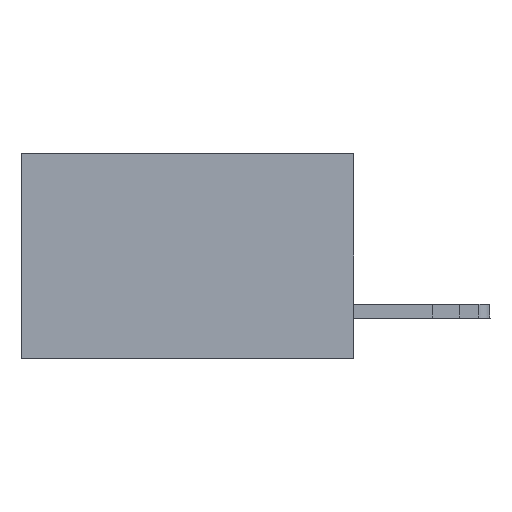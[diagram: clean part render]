
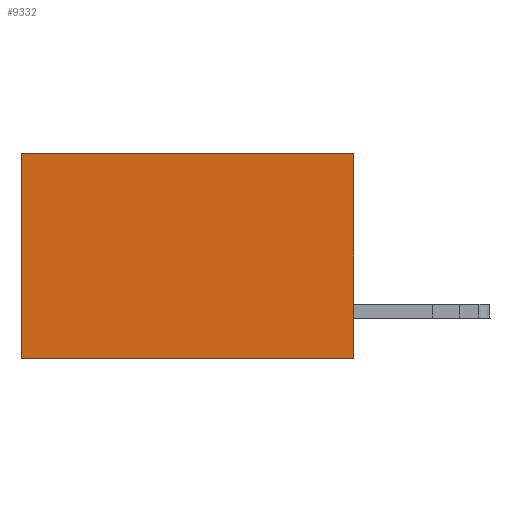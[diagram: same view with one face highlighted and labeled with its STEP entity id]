
A CAD part, left-side view. The second image highlights one B-rep face of the part: STEP entity #9332.
In plain terms, the highlighted planar face has unit normal (-1, 0, 0).
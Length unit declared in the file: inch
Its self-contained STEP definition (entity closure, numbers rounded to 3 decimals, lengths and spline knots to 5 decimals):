
#1274 = VERTEX_POINT ( 'NONE', #17782 ) ;
#2230 = DIRECTION ( 'NONE',  ( 0., 0., -1. ) ) ;
#2331 = CARTESIAN_POINT ( 'NONE',  ( 0.2875, 0.6, -0.37 ) ) ;
#3019 = EDGE_LOOP ( 'NONE', ( #7966, #9634, #19501, #16806 ) ) ;
#3364 = FACE_OUTER_BOUND ( 'NONE', #3019, .T. ) ;
#3396 = CARTESIAN_POINT ( 'NONE',  ( 0.2875, 0.6, 0. ) ) ;
#3496 = CARTESIAN_POINT ( 'NONE',  ( 0.2875, 0., -0.37 ) ) ;
#3680 = CARTESIAN_POINT ( 'NONE',  ( 0.2875, 0., 0. ) ) ;
#4127 = LINE ( 'NONE', #3496, #14374 ) ;
#4432 = EDGE_CURVE ( 'NONE', #1274, #15596, #11331, .T. ) ;
#4594 = LINE ( 'NONE', #3680, #17027 ) ;
#4715 = DIRECTION ( 'NONE',  ( 1., 0., 0. ) ) ;
#5509 = CARTESIAN_POINT ( 'NONE',  ( 0.2875, 0., 0. ) ) ;
#6610 = DIRECTION ( 'NONE',  ( 0., 0., -1. ) ) ;
#7966 = ORIENTED_EDGE ( 'NONE', *, *, #4432, .T. ) ;
#9157 = EDGE_CURVE ( 'NONE', #14052, #15596, #4127, .T. ) ;
#9332 = ADVANCED_FACE ( 'NONE', ( #3364 ), #19818, .F. ) ;
#9634 = ORIENTED_EDGE ( 'NONE', *, *, #9157, .F. ) ;
#9664 = VECTOR ( 'NONE', #6610, 39.37008 ) ;
#10202 = VECTOR ( 'NONE', #11994, 39.37008 ) ;
#11018 = VERTEX_POINT ( 'NONE', #5509 ) ;
#11174 = CARTESIAN_POINT ( 'NONE',  ( 0.2875, 0., 0. ) ) ;
#11331 = LINE ( 'NONE', #3396, #9664 ) ;
#11785 = CARTESIAN_POINT ( 'NONE',  ( 0.2875, 0., 0. ) ) ;
#11813 = DIRECTION ( 'NONE',  ( 0., 1., 0. ) ) ;
#11994 = DIRECTION ( 'NONE',  ( 0., 1., 0. ) ) ;
#13455 = DIRECTION ( 'NONE',  ( 0., 0., -1. ) ) ;
#14052 = VERTEX_POINT ( 'NONE', #15518 ) ;
#14374 = VECTOR ( 'NONE', #11813, 39.37008 ) ;
#14609 = LINE ( 'NONE', #11785, #10202 ) ;
#15518 = CARTESIAN_POINT ( 'NONE',  ( 0.2875, 0., -0.37 ) ) ;
#15562 = AXIS2_PLACEMENT_3D ( 'NONE', #11174, #4715, #13455 ) ;
#15596 = VERTEX_POINT ( 'NONE', #2331 ) ;
#16806 = ORIENTED_EDGE ( 'NONE', *, *, #19432, .T. ) ;
#17027 = VECTOR ( 'NONE', #2230, 39.37008 ) ;
#17782 = CARTESIAN_POINT ( 'NONE',  ( 0.2875, 0.6, 0. ) ) ;
#19432 = EDGE_CURVE ( 'NONE', #11018, #1274, #14609, .T. ) ;
#19501 = ORIENTED_EDGE ( 'NONE', *, *, #19855, .F. ) ;
#19818 = PLANE ( 'NONE',  #15562 ) ;
#19855 = EDGE_CURVE ( 'NONE', #11018, #14052, #4594, .T. ) ;
